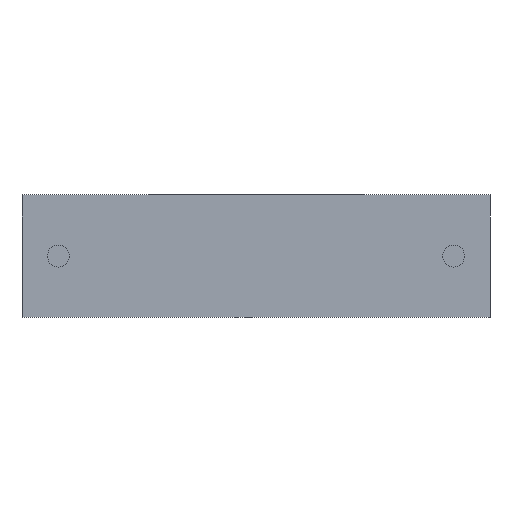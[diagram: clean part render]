
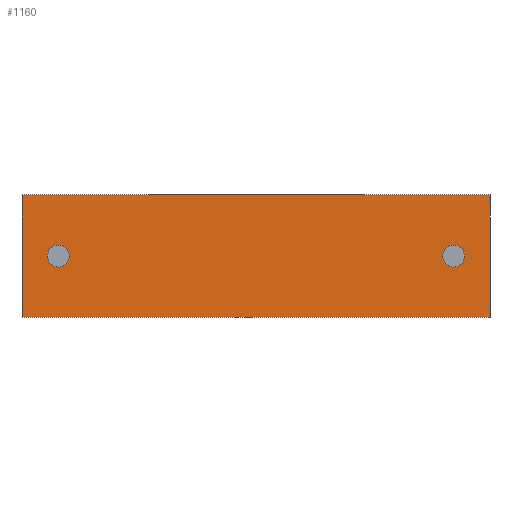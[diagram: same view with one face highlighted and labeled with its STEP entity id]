
A CAD part, front view. The second image highlights one B-rep face of the part: STEP entity #1160.
In plain terms, the highlighted planar face has unit normal (0, -1, 0).
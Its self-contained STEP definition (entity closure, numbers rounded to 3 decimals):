
#33 = DIRECTION ( 'NONE',  ( 0., 0., -1. ) ) ;
#35 = ORIENTED_EDGE ( 'NONE', *, *, #987, .F. ) ;
#40 = CARTESIAN_POINT ( 'NONE',  ( 1.4, 0., 1.925 ) ) ;
#75 = DIRECTION ( 'NONE',  ( 0., 1., 0. ) ) ;
#103 = CIRCLE ( 'NONE', #1107, 0.425 ) ;
#158 = CARTESIAN_POINT ( 'NONE',  ( 0., 0., 4.7 ) ) ;
#219 = CARTESIAN_POINT ( 'NONE',  ( 1.4, 0., 2.35 ) ) ;
#259 = CIRCLE ( 'NONE', #2164, 0.425 ) ;
#287 = CIRCLE ( 'NONE', #980, 0.425 ) ;
#346 = VECTOR ( 'NONE', #1762, 1000. ) ;
#362 = EDGE_LOOP ( 'NONE', ( #2427, #819 ) ) ;
#409 = VECTOR ( 'NONE', #881, 1000. ) ;
#462 = DIRECTION ( 'NONE',  ( 0., 1., 0. ) ) ;
#470 = FACE_BOUND ( 'NONE', #362, .T. ) ;
#493 = ORIENTED_EDGE ( 'NONE', *, *, #2474, .T. ) ;
#584 = PLANE ( 'NONE',  #1301 ) ;
#616 = VERTEX_POINT ( 'NONE', #1522 ) ;
#674 = DIRECTION ( 'NONE',  ( 0., 0., 1. ) ) ;
#702 = EDGE_CURVE ( 'NONE', #766, #1258, #812, .T. ) ;
#730 = EDGE_LOOP ( 'NONE', ( #35, #851 ) ) ;
#762 = DIRECTION ( 'NONE',  ( 0., 0., 1. ) ) ;
#766 = VERTEX_POINT ( 'NONE', #40 ) ;
#781 = VERTEX_POINT ( 'NONE', #2321 ) ;
#786 = CARTESIAN_POINT ( 'NONE',  ( 0., 0., 4.7 ) ) ;
#810 = CARTESIAN_POINT ( 'NONE',  ( 1.4, 0., 2.775 ) ) ;
#812 = CIRCLE ( 'NONE', #2340, 0.425 ) ;
#819 = ORIENTED_EDGE ( 'NONE', *, *, #2416, .T. ) ;
#849 = DIRECTION ( 'NONE',  ( 0., 0., -1. ) ) ;
#851 = ORIENTED_EDGE ( 'NONE', *, *, #702, .F. ) ;
#881 = DIRECTION ( 'NONE',  ( 1., 0., 0. ) ) ;
#890 = CARTESIAN_POINT ( 'NONE',  ( 18., 0., 0. ) ) ;
#948 = LINE ( 'NONE', #786, #346 ) ;
#972 = CARTESIAN_POINT ( 'NONE',  ( 18., 0., 4.7 ) ) ;
#980 = AXIS2_PLACEMENT_3D ( 'NONE', #2202, #462, #849 ) ;
#987 = EDGE_CURVE ( 'NONE', #1258, #766, #259, .T. ) ;
#1001 = EDGE_CURVE ( 'NONE', #1785, #1845, #2025, .T. ) ;
#1056 = VERTEX_POINT ( 'NONE', #890 ) ;
#1107 = AXIS2_PLACEMENT_3D ( 'NONE', #1252, #75, #1826 ) ;
#1134 = FACE_BOUND ( 'NONE', #730, .T. ) ;
#1137 = EDGE_LOOP ( 'NONE', ( #493, #1973, #1782, #1659 ) ) ;
#1160 = ADVANCED_FACE ( 'NONE', ( #470, #1617, #1134 ), #584, .F. ) ;
#1184 = DIRECTION ( 'NONE',  ( 0., 0., 1. ) ) ;
#1190 = DIRECTION ( 'NONE',  ( 0., -1., 0. ) ) ;
#1252 = CARTESIAN_POINT ( 'NONE',  ( 16.6, 0., 2.35 ) ) ;
#1254 = LINE ( 'NONE', #972, #1830 ) ;
#1258 = VERTEX_POINT ( 'NONE', #810 ) ;
#1265 = EDGE_CURVE ( 'NONE', #1785, #781, #948, .T. ) ;
#1301 = AXIS2_PLACEMENT_3D ( 'NONE', #2083, #1520, #762 ) ;
#1313 = CARTESIAN_POINT ( 'NONE',  ( 18., 0., 4.7 ) ) ;
#1512 = CARTESIAN_POINT ( 'NONE',  ( 0., 0., 4.7 ) ) ;
#1520 = DIRECTION ( 'NONE',  ( 0., 1., 0. ) ) ;
#1522 = CARTESIAN_POINT ( 'NONE',  ( 16.6, 0., 2.775 ) ) ;
#1547 = CARTESIAN_POINT ( 'NONE',  ( 16.6, 0., 1.925 ) ) ;
#1617 = FACE_OUTER_BOUND ( 'NONE', #1137, .T. ) ;
#1632 = DIRECTION ( 'NONE',  ( 0., -1., 0. ) ) ;
#1659 = ORIENTED_EDGE ( 'NONE', *, *, #1265, .T. ) ;
#1742 = VECTOR ( 'NONE', #1848, 1000. ) ;
#1762 = DIRECTION ( 'NONE',  ( 0., 0., -1. ) ) ;
#1782 = ORIENTED_EDGE ( 'NONE', *, *, #1001, .F. ) ;
#1785 = VERTEX_POINT ( 'NONE', #1512 ) ;
#1826 = DIRECTION ( 'NONE',  ( 0., 0., -1. ) ) ;
#1830 = VECTOR ( 'NONE', #33, 1000. ) ;
#1840 = CARTESIAN_POINT ( 'NONE',  ( 0., 0., 0. ) ) ;
#1845 = VERTEX_POINT ( 'NONE', #1313 ) ;
#1848 = DIRECTION ( 'NONE',  ( 1., 0., 0. ) ) ;
#1973 = ORIENTED_EDGE ( 'NONE', *, *, #2109, .F. ) ;
#2015 = CARTESIAN_POINT ( 'NONE',  ( 1.4, 0., 2.35 ) ) ;
#2024 = LINE ( 'NONE', #1840, #409 ) ;
#2025 = LINE ( 'NONE', #158, #1742 ) ;
#2083 = CARTESIAN_POINT ( 'NONE',  ( 0., 0., 4.7 ) ) ;
#2109 = EDGE_CURVE ( 'NONE', #1845, #1056, #1254, .T. ) ;
#2143 = VERTEX_POINT ( 'NONE', #1547 ) ;
#2164 = AXIS2_PLACEMENT_3D ( 'NONE', #2015, #1632, #674 ) ;
#2202 = CARTESIAN_POINT ( 'NONE',  ( 16.6, 0., 2.35 ) ) ;
#2321 = CARTESIAN_POINT ( 'NONE',  ( 0., 0., 0. ) ) ;
#2340 = AXIS2_PLACEMENT_3D ( 'NONE', #219, #1190, #1184 ) ;
#2367 = EDGE_CURVE ( 'NONE', #616, #2143, #287, .T. ) ;
#2416 = EDGE_CURVE ( 'NONE', #2143, #616, #103, .T. ) ;
#2427 = ORIENTED_EDGE ( 'NONE', *, *, #2367, .T. ) ;
#2474 = EDGE_CURVE ( 'NONE', #781, #1056, #2024, .T. ) ;
